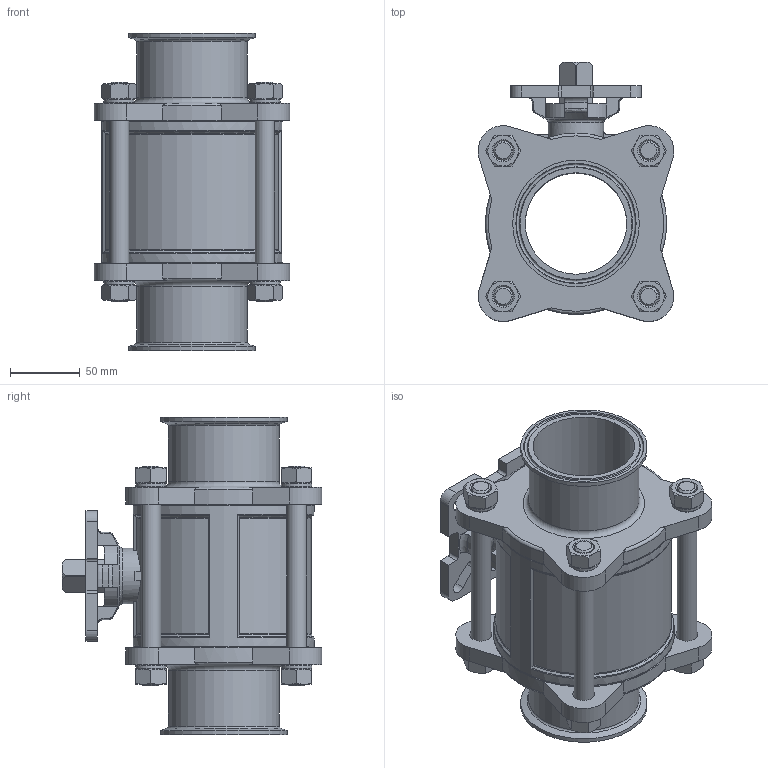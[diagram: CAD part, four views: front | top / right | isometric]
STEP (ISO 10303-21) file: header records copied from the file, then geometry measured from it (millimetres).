
FILE_DESCRIPTION(/* description */ ('STEP AP214'),/* implementation_level */ '2;1');
FILE_NAME(/* name */ '4795672_VZBD-3-S1-16-T-2-F0710-V14V14',/* time_stamp */ '2024-09-18T01:28:31+02:00',/* author */ ('License CC BY-ND 4.0'),/* organization */ ('CADENAS'),/* preprocessor_version */ 'ST-DEVELOPER v19.3',/* originating_system */ 'PARTsolutions',/* authorisation */ ' ');
FILE_SCHEMA (('AUTOMOTIVE_DESIGN {1 0 10303 214 3 1 1}'));
Length unit declared in the file: millimetre
Products named in the file (1): 4795672 VZBD-3-S1-16-T-2-F0710-V14V14
Bounding box: 140.63 x 186.31 x 228 mm (x, y, z)
Volume: 1494295.7 mm3; surface area: 237504.5 mm2
Topology: 1 solids, 1 shells, 443 faces, 1070 edges, 656 vertices
Faces by surface type: plane 158, cone 140, cylinder 88, torus 57
Full cylindrical faces by diameter (mm): 6.647 x1, 14 x12, 16 x9, 22 x8, 32.4 x1, 40 x1, 47 x1, 72.9 x1, 79.5 x2, 91 x2, 130 x1
Entity records: 12695 total; most frequent: CARTESIAN_POINT 3021, DIRECTION 1948, ORIENTED_EDGE 1926, EDGE_CURVE 963, AXIS2_PLACEMENT_3D 834, VERTEX_POINT 646, EDGE_LOOP 597, FACE_BOUND 597
